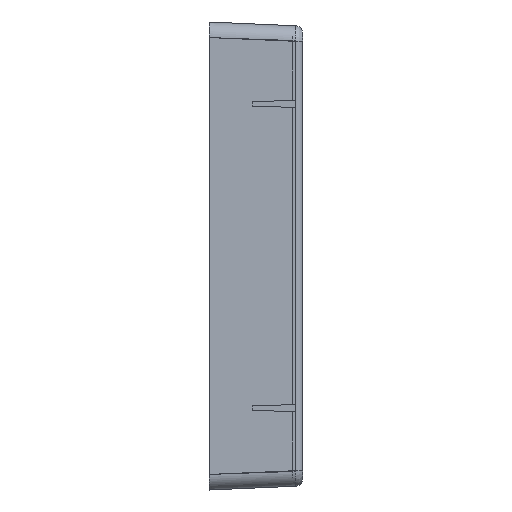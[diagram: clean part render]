
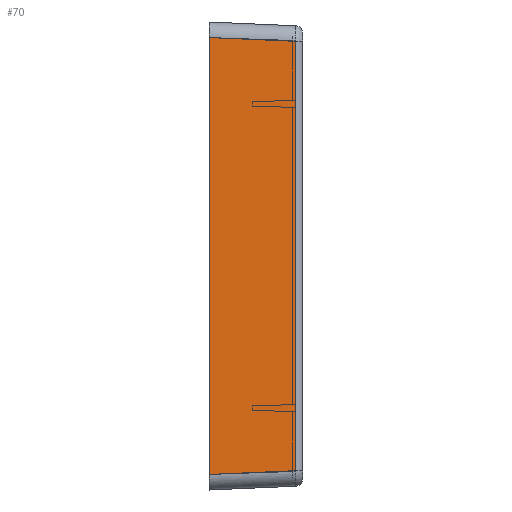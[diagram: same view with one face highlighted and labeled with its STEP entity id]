
A CAD part, left-side view. The second image highlights one B-rep face of the part: STEP entity #70.
In plain terms, the highlighted planar face has unit normal (-0.999, -0.044, 0).
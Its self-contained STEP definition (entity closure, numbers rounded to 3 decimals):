
#70=ADVANCED_FACE('',(#462),#463,.T.);
#462=FACE_OUTER_BOUND('',#1327,.T.);
#463=PLANE('',#1328);
#1327=EDGE_LOOP('',(#4034,#4035,#4036,#4037));
#1328=AXIS2_PLACEMENT_3D('',#4038,#4039,#4040);
#4034=ORIENTED_EDGE('',*,*,#6564,.T.);
#4035=ORIENTED_EDGE('',*,*,#6548,.F.);
#4036=ORIENTED_EDGE('',*,*,#6565,.F.);
#4037=ORIENTED_EDGE('',*,*,#6566,.T.);
#4038=CARTESIAN_POINT('',(-635.0,60.0,-168.225));
#4039=DIRECTION('',(-0.999,-0.044,0.0));
#4040=DIRECTION('',(-0.044,0.999,0.0));
#6548=EDGE_CURVE('',#7471,#7473,#7474,.T.);
#6564=EDGE_CURVE('',#7498,#7473,#7501,.T.);
#6565=EDGE_CURVE('',#7502,#7471,#7503,.T.);
#6566=EDGE_CURVE('',#7502,#7498,#7504,.T.);
#7471=VERTEX_POINT('',#8964);
#7473=VERTEX_POINT('',#8970);
#7474=LINE('',#8971,#8972);
#7498=VERTEX_POINT('',#9023);
#7501=LINE('',#9033,#9034);
#7502=VERTEX_POINT('',#9035);
#7503=LINE('',#9036,#9037);
#7504=LINE('',#9038,#9039);
#8964=CARTESIAN_POINT('',(-635.0,60.0,-140.01));
#8970=CARTESIAN_POINT('',(-635.0,60.0,140.01));
#8971=CARTESIAN_POINT('',(-635.0,60.0,-140.01));
#8972=VECTOR('',#11610,280.019);
#9023=CARTESIAN_POINT('',(-632.589,4.782,137.599));
#9033=CARTESIAN_POINT('',(-632.589,4.782,137.599));
#9034=VECTOR('',#11624,55.323);
#9035=CARTESIAN_POINT('',(-632.589,4.782,-137.599));
#9036=CARTESIAN_POINT('',(-632.589,4.782,-137.599));
#9037=VECTOR('',#11625,55.323);
#9038=CARTESIAN_POINT('',(-632.589,4.782,-137.599));
#9039=VECTOR('',#11626,275.197);
#11610=DIRECTION('',(0.0,0.0,1.0));
#11624=DIRECTION('',(-0.044,0.998,0.044));
#11625=DIRECTION('',(-0.044,0.998,-0.044));
#11626=DIRECTION('',(0.0,0.0,1.0));
